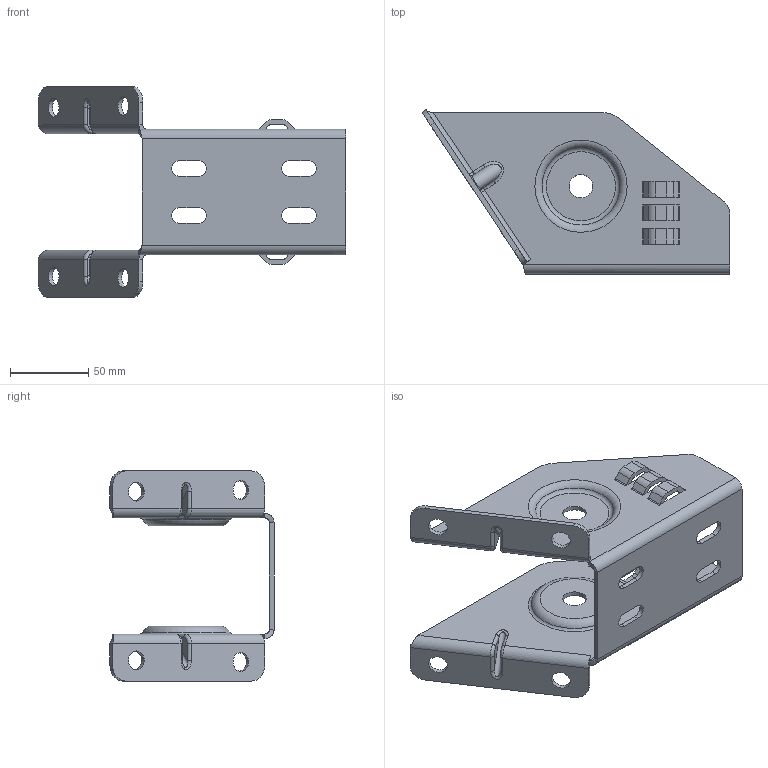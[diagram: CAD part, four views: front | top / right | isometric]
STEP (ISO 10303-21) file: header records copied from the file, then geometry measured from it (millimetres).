
FILE_DESCRIPTION(('Open CASCADE Model'),'2;1');
FILE_NAME('Open CASCADE Shape Model','2025-10-27T07:31:42',('Author'),( 'Open CASCADE'),'Open CASCADE STEP processor 7.7','Open CASCADE 7.7' ,'Unknown');
FILE_SCHEMA(('AUTOMOTIVE_DESIGN { 1 0 10303 214 1 1 1 1 }'));
Length unit declared in the file: metre
Products named in the file (1): Fillet5
Bounding box: 196.33 x 104.66 x 134 mm (x, y, z)
Volume: 131013.2 mm3; surface area: 92971.7 mm2
Topology: 1 solids, 1 shells, 240 faces, 656 edges, 410 vertices
Faces by surface type: plane 110, cylinder 102, bspline 12, torus 12, revolution 4
Full cylindrical faces by diameter (mm): 12 x4, 15 x2
Entity records: 9980 total; most frequent: CARTESIAN_POINT 3675, DIRECTION 1344, ORIENTED_EDGE 1312, EDGE_CURVE 656, AXIS2_PLACEMENT_3D 467, VERTEX_POINT 410, LINE 406, VECTOR 406
